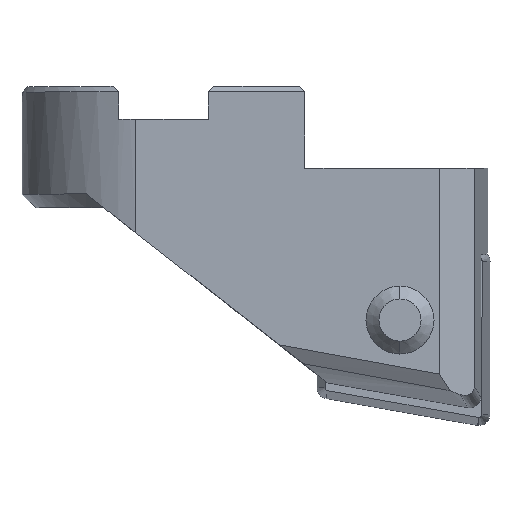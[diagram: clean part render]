
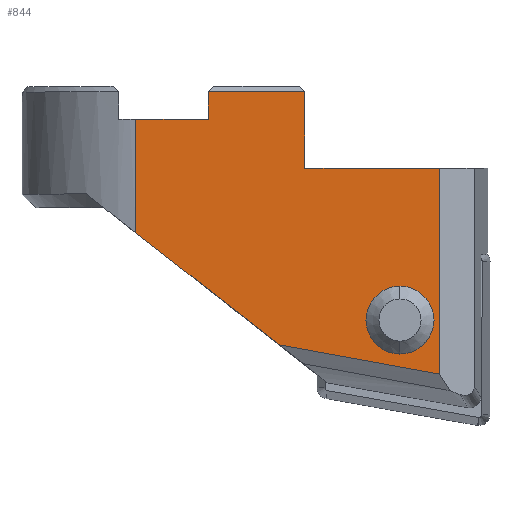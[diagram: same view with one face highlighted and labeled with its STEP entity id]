
A CAD part, top view. The second image highlights one B-rep face of the part: STEP entity #844.
In plain terms, the highlighted planar face has unit normal (0, 0, 1).
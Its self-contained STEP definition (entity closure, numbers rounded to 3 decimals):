
#636=VERTEX_POINT('NONE',#1747);
#688=EDGE_CURVE('NONE',#1184,#1624,#1803,.F.);
#718=EDGE_CURVE('NONE',#1228,#1632,#1836,.T.);
#728=EDGE_CURVE('NONE',#902,#868,#1847,.F.);
#734=EDGE_CURVE('NONE',#1232,#1228,#1853,.T.);
#744=EDGE_CURVE('NONE',#1232,#1308,#1865,.T.);
#844=ADVANCED_FACE('NONE',(#1978,#1979),#1980,.T.);
#868=VERTEX_POINT('NONE',#2006);
#902=VERTEX_POINT('NONE',#2041);
#958=EDGE_CURVE('NONE',#1088,#1632,#2106,.T.);
#1022=EDGE_CURVE('NONE',#868,#1406,#2176,.T.);
#1044=EDGE_CURVE('NONE',#636,#1308,#2201,.T.);
#1088=VERTEX_POINT('NONE',#2251);
#1184=VERTEX_POINT('NONE',#2355);
#1228=VERTEX_POINT('NONE',#2404);
#1232=VERTEX_POINT('NONE',#2409);
#1308=VERTEX_POINT('NONE',#2490);
#1406=VERTEX_POINT('NONE',#2594);
#1568=EDGE_CURVE('NONE',#1406,#1088,#2772,.T.);
#1602=EDGE_CURVE('NONE',#902,#636,#2811,.T.);
#1624=VERTEX_POINT('NONE',#2836);
#1632=VERTEX_POINT('NONE',#2844);
#1638=EDGE_CURVE('NONE',#1624,#1184,#2851,.F.);
#1747=CARTESIAN_POINT('',(1.65,-1.2,5.1));
#1803=CIRCLE('',#3068,1.);
#1836=LINE('',#3114,#3115);
#1847=LINE('',#3130,#3131);
#1853=LINE('',#3140,#3141);
#1865=LINE('',#3156,#3157);
#1978=FACE_OUTER_BOUND('',#3304,.T.);
#1979=FACE_BOUND('',#3305,.T.);
#1980=PLANE('',#3306);
#2006=CARTESIAN_POINT('',(-1.015,-5.376,5.1));
#2041=CARTESIAN_POINT('',(-1.015,-1.2,5.1));
#2106=LINE('',#3461,#3462);
#2176=LINE('',#4032,#4033);
#2201=LINE('',#4066,#4067);
#2251=CARTESIAN_POINT('',(10.148,-10.574,5.1));
#2355=CARTESIAN_POINT('',(8.694,-9.587,5.1));
#2404=CARTESIAN_POINT('',(5.2,-3.0,5.1));
#2409=CARTESIAN_POINT('',(5.2,-0.2,5.1));
#2490=CARTESIAN_POINT('',(1.65,-0.2,5.1));
#2594=CARTESIAN_POINT('',(4.26,-9.497,5.1));
#2772=B_SPLINE_CURVE_WITH_KNOTS('',3,(#4928,#4929,#4930,#4931,#4932,#4933),.UNSPECIFIED.,.F.,.F.,(4,2,4),(-2.93,-1.476,-0.0),.UNSPECIFIED.);
#2811=LINE('',#4989,#4990);
#2836=CARTESIAN_POINT('',(8.694,-7.587,5.1));
#2844=CARTESIAN_POINT('',(10.148,-3.0,5.1));
#2851=CIRCLE('',#5039,1.);
#3068=AXIS2_PLACEMENT_3D('',#5212,#5213,#5214);
#3114=CARTESIAN_POINT('',(9.1,-3.0,5.1));
#3115=VECTOR('',#5257,1.0);
#3130=CARTESIAN_POINT('',(-1.015,-20.0,5.1));
#3131=VECTOR('',#5270,1.0);
#3140=CARTESIAN_POINT('',(5.2,-6.225,5.1));
#3141=VECTOR('',#5272,1.0);
#3156=CARTESIAN_POINT('',(6.5,-0.2,5.1));
#3157=VECTOR('',#5293,1.0);
#3304=EDGE_LOOP('',(#5443,#5444,#5445,#5446,#5447,#5448,#5449,#5450,#5451));
#3305=EDGE_LOOP('',(#5452,#5453));
#3306=AXIS2_PLACEMENT_3D('',#5454,#5455,#5456);
#3461=CARTESIAN_POINT('',(10.148,-12.45,5.1));
#3462=VECTOR('',#5608,1.0);
#4032=CARTESIAN_POINT('',(4.46,-9.653,5.1));
#4033=VECTOR('',#5687,1.0);
#4066=CARTESIAN_POINT('',(1.65,-6.225,5.1));
#4067=VECTOR('',#5728,1.0);
#4928=CARTESIAN_POINT('',(4.171,-9.481,5.1));
#4929=CARTESIAN_POINT('',(4.661,-9.57,5.1));
#4930=CARTESIAN_POINT('',(5.863,-9.791,5.1));
#4931=CARTESIAN_POINT('',(9.046,-10.373,5.1));
#4932=CARTESIAN_POINT('',(10.231,-10.589,5.1));
#4933=CARTESIAN_POINT('',(10.715,-10.677,5.1));
#4989=CARTESIAN_POINT('',(7.325,-1.2,5.1));
#4990=VECTOR('',#6429,1.0);
#5039=AXIS2_PLACEMENT_3D('',#6476,#6477,#6478);
#5212=CARTESIAN_POINT('',(8.694,-8.587,5.1));
#5213=DIRECTION('',(0.,-0.0,-1.0));
#5214=DIRECTION('',(0.0,-1.0,0.0));
#5257=DIRECTION('',(1.0,0.,0.));
#5270=DIRECTION('',(-0.0,1.0,0.0));
#5272=DIRECTION('',(0.,-1.0,0.));
#5293=DIRECTION('',(-1.0,0.,0.));
#5443=ORIENTED_EDGE('',*,*,#1568,.T.);
#5444=ORIENTED_EDGE('',*,*,#958,.T.);
#5445=ORIENTED_EDGE('',*,*,#718,.F.);
#5446=ORIENTED_EDGE('',*,*,#734,.F.);
#5447=ORIENTED_EDGE('',*,*,#744,.T.);
#5448=ORIENTED_EDGE('',*,*,#1044,.F.);
#5449=ORIENTED_EDGE('',*,*,#1602,.F.);
#5450=ORIENTED_EDGE('',*,*,#728,.T.);
#5451=ORIENTED_EDGE('',*,*,#1022,.T.);
#5452=ORIENTED_EDGE('',*,*,#688,.F.);
#5453=ORIENTED_EDGE('',*,*,#1638,.F.);
#5454=CARTESIAN_POINT('',(13.0,-12.45,5.1));
#5455=DIRECTION('',(0.,0.,1.0));
#5456=DIRECTION('',(-1.0,0.,0.));
#5608=DIRECTION('',(0.,1.0,0.));
#5687=DIRECTION('',(0.788,-0.616,0.));
#5728=DIRECTION('',(0.,1.0,0.));
#6429=DIRECTION('',(1.0,0.0,0.));
#6476=CARTESIAN_POINT('',(8.694,-8.587,5.1));
#6477=DIRECTION('',(0.,-0.0,-1.0));
#6478=DIRECTION('',(0.0,-1.0,0.0));
